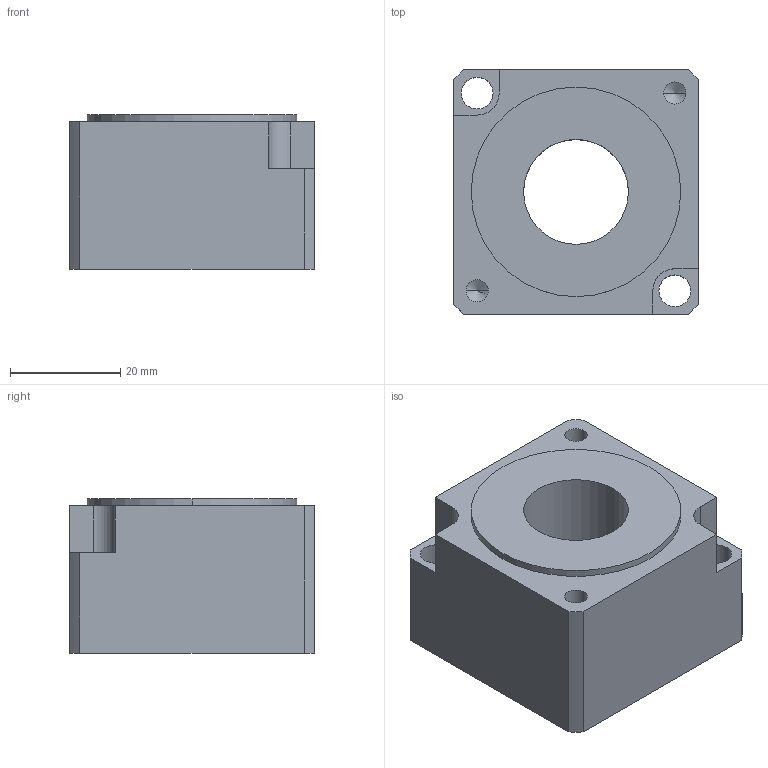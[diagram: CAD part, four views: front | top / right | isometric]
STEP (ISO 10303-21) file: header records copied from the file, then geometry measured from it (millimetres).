
FILE_DESCRIPTION (( 'STEP AP203' ), '1' );
FILE_NAME ('am-3770 - Cim Sport Motor Block.STEP', '2017-11-14T20:10:31', ( '' ), ( '' ), 'SwSTEP 2.0', 'SolidWorks 2017', '' );
FILE_SCHEMA (( 'CONFIG_CONTROL_DESIGN' ));
Length unit declared in the file: inch
Products named in the file (1): am-3770 - Cim Sport Motor Block
Bounding box: 44.45 x 44.45 x 28.07 mm (x, y, z)
Volume: 43921.4 mm3; surface area: 10652.4 mm2
Topology: 1 solids, 1 shells, 35 faces, 92 edges, 58 vertices
Faces by surface type: cylinder 18, plane 13, cone 4
Entity records: 1153 total; most frequent: DIRECTION 196, CARTESIAN_POINT 182, ORIENTED_EDGE 176, EDGE_CURVE 88, AXIS2_PLACEMENT_3D 72, VERTEX_POINT 58, LINE 52, VECTOR 52
